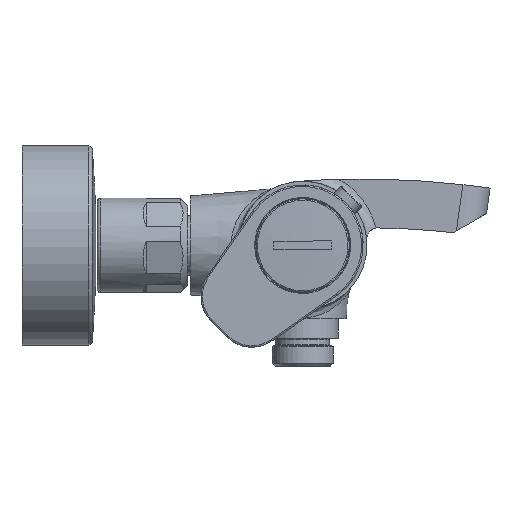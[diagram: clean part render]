
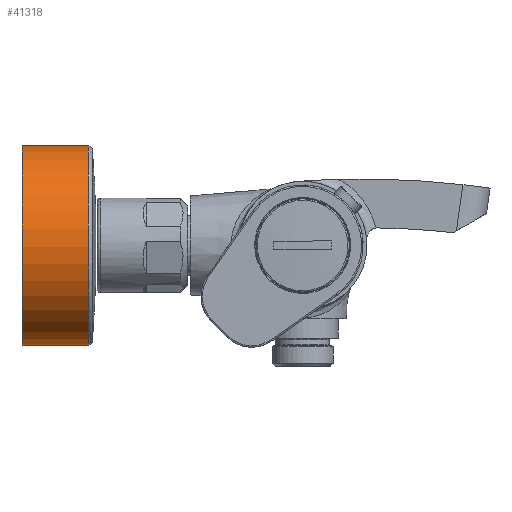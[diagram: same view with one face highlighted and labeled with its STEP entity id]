
A CAD part, left-side view. The second image highlights one B-rep face of the part: STEP entity #41318.
In plain terms, the highlighted cylindrical face has radius 33.75 mm (diameter 67.5 mm), a full revolution.
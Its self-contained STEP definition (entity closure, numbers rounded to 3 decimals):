
#290 = AXIS2_PLACEMENT_3D ( 'NONE', #46361, #30966, #50160 ) ;
#3595 = FACE_OUTER_BOUND ( 'NONE', #33162, .T. ) ;
#3865 = EDGE_CURVE ( 'NONE', #36075, #36075, #33882, .T. ) ;
#6958 = DIRECTION ( 'NONE',  ( 0., -1., 0. ) ) ;
#9572 = CARTESIAN_POINT ( 'NONE',  ( -74.875, 72.663, 33.748 ) ) ;
#10304 = AXIS2_PLACEMENT_3D ( 'NONE', #13887, #38011, #37844 ) ;
#11271 = CARTESIAN_POINT ( 'NONE',  ( -74.5, 72.663, 0. ) ) ;
#13887 = CARTESIAN_POINT ( 'NONE',  ( -74.5, 95.044, 0. ) ) ;
#16304 = ORIENTED_EDGE ( 'NONE', *, *, #41803, .T. ) ;
#16532 = FACE_OUTER_BOUND ( 'NONE', #50008, .T. ) ;
#18647 = DIRECTION ( 'NONE',  ( -0.011, 0., 1. ) ) ;
#20033 = CARTESIAN_POINT ( 'NONE',  ( -74.875, 95.044, 33.748 ) ) ;
#20716 = ORIENTED_EDGE ( 'NONE', *, *, #3865, .F. ) ;
#25268 = CIRCLE ( 'NONE', #10304, 33.75 ) ;
#29616 = CYLINDRICAL_SURFACE ( 'NONE', #290, 33.75 ) ;
#30966 = DIRECTION ( 'NONE',  ( 0., -1., 0. ) ) ;
#32495 = AXIS2_PLACEMENT_3D ( 'NONE', #11271, #6958, #18647 ) ;
#33162 = EDGE_LOOP ( 'NONE', ( #16304 ) ) ;
#33882 = CIRCLE ( 'NONE', #32495, 33.75 ) ;
#34764 = VERTEX_POINT ( 'NONE', #20033 ) ;
#36075 = VERTEX_POINT ( 'NONE', #9572 ) ;
#37844 = DIRECTION ( 'NONE',  ( -0.011, 0., 1. ) ) ;
#38011 = DIRECTION ( 'NONE',  ( 0., -1., 0. ) ) ;
#41318 = ADVANCED_FACE ( 'NONE', ( #3595, #16532 ), #29616, .T. ) ;
#41803 = EDGE_CURVE ( 'NONE', #34764, #34764, #25268, .T. ) ;
#46361 = CARTESIAN_POINT ( 'NONE',  ( -74.5, 67.563, 0. ) ) ;
#50008 = EDGE_LOOP ( 'NONE', ( #20716 ) ) ;
#50160 = DIRECTION ( 'NONE',  ( -0.011, 0., 1. ) ) ;
